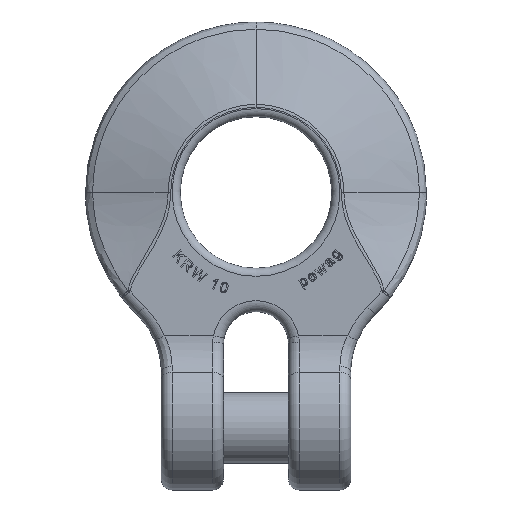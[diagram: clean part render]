
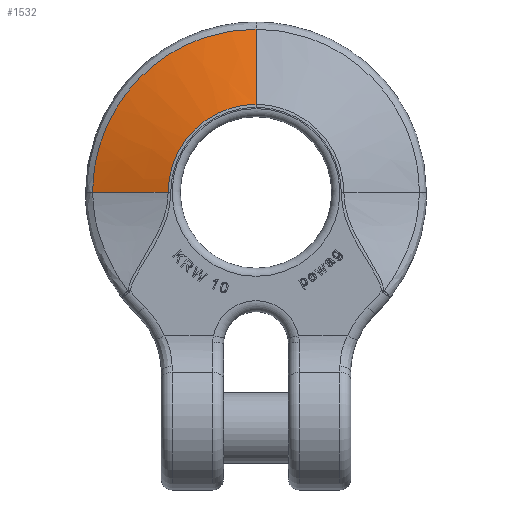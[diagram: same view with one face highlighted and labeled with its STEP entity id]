
A CAD part, top view. The second image highlights one B-rep face of the part: STEP entity #1532.
In plain terms, the highlighted free-form (B-spline) face has degree [3, 3] with [7, 4] control points.
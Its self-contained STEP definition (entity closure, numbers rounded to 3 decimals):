
#167=B_SPLINE_SURFACE_WITH_KNOTS('',3,3,((#6390,#6391,#6392,#6393),(#6394,
#6395,#6396,#6397),(#6398,#6399,#6400,#6401),(#6402,#6403,#6404,#6405),(#6406,
#6407,#6408,#6409),(#6410,#6411,#6412,#6413),(#6414,#6415,#6416,#6417)),
.UNSPECIFIED.,.F.,.F.,.F.,(4,1,1,1,4),(4,4),(0.,0.25,0.5,0.75,1.),(0.,1.),
.UNSPECIFIED.);
#824=B_SPLINE_CURVE_WITH_KNOTS('',3,(#6360,#6361,#6362,#6363),.UNSPECIFIED.,
.F.,.F.,(4,4),(0.,1.),.UNSPECIFIED.);
#825=B_SPLINE_CURVE_WITH_KNOTS('',3,(#6366,#6367,#6368,#6369,#6370,#6371,
#6372,#6373),.UNSPECIFIED.,.F.,.F.,(4,2,2,4),(0.,0.5,0.75,1.),.UNSPECIFIED.);
#826=B_SPLINE_CURVE_WITH_KNOTS('',3,(#6375,#6376,#6377,#6378),.UNSPECIFIED.,
.F.,.F.,(4,4),(0.,1.),.UNSPECIFIED.);
#827=B_SPLINE_CURVE_WITH_KNOTS('',3,(#6380,#6381,#6382,#6383,#6384,#6385,
#6386,#6387,#6388,#6389),.UNSPECIFIED.,.F.,.F.,(4,2,2,2,4),(0.,0.25,0.5,
0.75,1.),.UNSPECIFIED.);
#1277=FACE_OUTER_BOUND('',#1854,.T.);
#1532=ADVANCED_FACE('',(#1277),#167,.T.);
#1854=EDGE_LOOP('',(#2306,#2307,#2308,#2309));
#2306=ORIENTED_EDGE('',*,*,#4037,.T.);
#2307=ORIENTED_EDGE('',*,*,#4038,.T.);
#2308=ORIENTED_EDGE('',*,*,#4039,.T.);
#2309=ORIENTED_EDGE('',*,*,#4040,.T.);
#3608=VERTEX_POINT('',#6364);
#3609=VERTEX_POINT('',#6365);
#3610=VERTEX_POINT('',#6374);
#3611=VERTEX_POINT('',#6379);
#4037=EDGE_CURVE('',#3608,#3609,#824,.T.);
#4038=EDGE_CURVE('',#3609,#3610,#825,.T.);
#4039=EDGE_CURVE('',#3610,#3611,#826,.T.);
#4040=EDGE_CURVE('',#3611,#3608,#827,.T.);
#6360=CARTESIAN_POINT('',(-30.169,0.,1.972));
#6361=CARTESIAN_POINT('',(-25.527,0.,3.619));
#6362=CARTESIAN_POINT('',(-20.885,0.,5.267));
#6363=CARTESIAN_POINT('',(-16.243,0.,6.914));
#6364=CARTESIAN_POINT('',(-30.169,0.,1.972));
#6365=CARTESIAN_POINT('',(-16.243,0.,6.914));
#6366=CARTESIAN_POINT('',(-16.243,0.,6.914));
#6367=CARTESIAN_POINT('',(-16.243,4.229,6.914));
#6368=CARTESIAN_POINT('',(-14.484,8.485,6.914));
#6369=CARTESIAN_POINT('',(-9.994,12.979,6.914));
#6370=CARTESIAN_POINT('',(-8.185,14.189,6.914));
#6371=CARTESIAN_POINT('',(-4.281,15.811,6.914));
#6372=CARTESIAN_POINT('',(-2.115,16.243,6.914));
#6373=CARTESIAN_POINT('',(0.,16.243,6.914));
#6374=CARTESIAN_POINT('',(0.,16.243,6.914));
#6375=CARTESIAN_POINT('',(0.,16.243,6.914));
#6376=CARTESIAN_POINT('',(0.,20.885,5.267));
#6377=CARTESIAN_POINT('',(0.,25.527,3.619));
#6378=CARTESIAN_POINT('',(0.,30.169,1.972));
#6379=CARTESIAN_POINT('',(0.,30.169,1.972));
#6380=CARTESIAN_POINT('',(0.,30.169,1.972));
#6381=CARTESIAN_POINT('',(-3.95,30.169,1.972));
#6382=CARTESIAN_POINT('',(-7.938,29.37,1.972));
#6383=CARTESIAN_POINT('',(-15.195,26.357,1.972));
#6384=CARTESIAN_POINT('',(-18.558,24.107,1.972));
#6385=CARTESIAN_POINT('',(-24.112,18.553,1.972));
#6386=CARTESIAN_POINT('',(-26.358,15.196,1.972));
#6387=CARTESIAN_POINT('',(-29.375,7.922,1.972));
#6388=CARTESIAN_POINT('',(-30.169,3.95,1.973));
#6389=CARTESIAN_POINT('',(-30.169,0.,1.972));
#6390=CARTESIAN_POINT('',(0.,31.5,1.5));
#6391=CARTESIAN_POINT('',(0.,26.333,3.333));
#6392=CARTESIAN_POINT('',(0.,21.167,5.167));
#6393=CARTESIAN_POINT('',(0.,16.,7.));
#6394=CARTESIAN_POINT('',(-4.123,31.5,1.5));
#6395=CARTESIAN_POINT('',(-3.447,26.333,3.333));
#6396=CARTESIAN_POINT('',(-2.771,21.167,5.167));
#6397=CARTESIAN_POINT('',(-2.094,16.,7.));
#6398=CARTESIAN_POINT('',(-12.368,29.859,1.5));
#6399=CARTESIAN_POINT('',(-10.34,24.962,3.333));
#6400=CARTESIAN_POINT('',(-8.311,20.064,5.167));
#6401=CARTESIAN_POINT('',(-6.282,15.167,7.));
#6402=CARTESIAN_POINT('',(-22.854,22.853,1.5));
#6403=CARTESIAN_POINT('',(-19.105,19.105,3.333));
#6404=CARTESIAN_POINT('',(-15.357,15.357,5.167));
#6405=CARTESIAN_POINT('',(-11.608,11.608,7.));
#6406=CARTESIAN_POINT('',(-29.86,12.368,1.5));
#6407=CARTESIAN_POINT('',(-24.962,10.34,3.333));
#6408=CARTESIAN_POINT('',(-20.064,8.311,5.167));
#6409=CARTESIAN_POINT('',(-15.167,6.282,7.));
#6410=CARTESIAN_POINT('',(-31.501,4.123,1.5));
#6411=CARTESIAN_POINT('',(-26.334,3.447,3.333));
#6412=CARTESIAN_POINT('',(-21.167,2.771,5.167));
#6413=CARTESIAN_POINT('',(-16.,2.094,7.));
#6414=CARTESIAN_POINT('',(-31.5,0.,1.5));
#6415=CARTESIAN_POINT('',(-26.333,0.,3.333));
#6416=CARTESIAN_POINT('',(-21.167,0.,5.167));
#6417=CARTESIAN_POINT('',(-16.,0.,7.));
